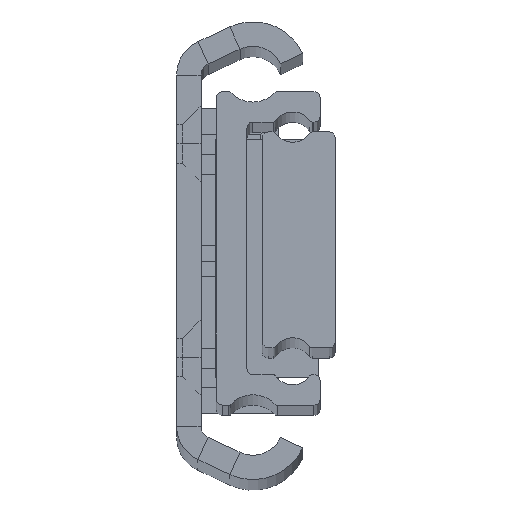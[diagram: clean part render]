
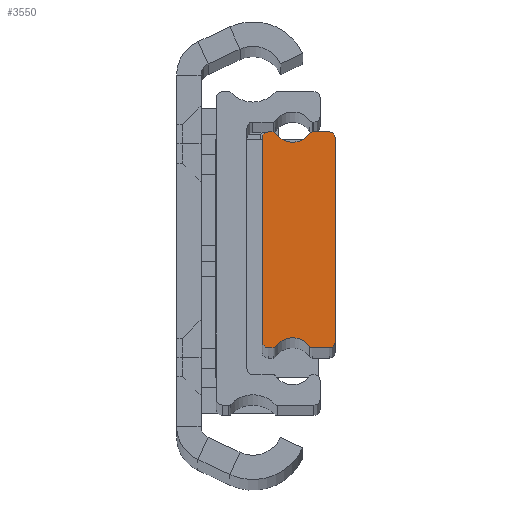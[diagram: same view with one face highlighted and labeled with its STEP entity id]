
A CAD part, top view. The second image highlights one B-rep face of the part: STEP entity #3550.
In plain terms, the highlighted planar face has unit normal (0, 0, 1).
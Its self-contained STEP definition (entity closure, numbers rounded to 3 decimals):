
#14 = EDGE_CURVE ( 'NONE', #4277, #4096, #1062, .T. ) ;
#48 = LINE ( 'NONE', #1676, #1660 ) ;
#77 = CARTESIAN_POINT ( 'NONE',  ( -9.792, 17.473, 0. ) ) ;
#138 = CARTESIAN_POINT ( 'NONE',  ( -10.203, 17.688, 0. ) ) ;
#192 = EDGE_CURVE ( 'NONE', #2324, #4664, #4190, .T. ) ;
#218 = ORIENTED_EDGE ( 'NONE', *, *, #192, .T. ) ;
#273 = EDGE_CURVE ( 'NONE', #2496, #5022, #3378, .T. ) ;
#315 = AXIS2_PLACEMENT_3D ( 'NONE', #628, #3268, #3663 ) ;
#363 = DIRECTION ( 'NONE',  ( -1., 0., 0. ) ) ;
#380 = VERTEX_POINT ( 'NONE', #2756 ) ;
#406 = EDGE_CURVE ( 'NONE', #380, #4749, #1835, .T. ) ;
#460 = VERTEX_POINT ( 'NONE', #1577 ) ;
#472 = EDGE_CURVE ( 'NONE', #3864, #4277, #3295, .T. ) ;
#543 = EDGE_LOOP ( 'NONE', ( #4180, #3467, #1955, #4381, #3554, #550, #4501, #3045, #3809, #5074, #2167, #218, #5144, #691, #866, #1371 ) ) ;
#546 = DIRECTION ( 'NONE',  ( 0., 0., 1. ) ) ;
#547 = CARTESIAN_POINT ( 'NONE',  ( -1., 17.688, 0. ) ) ;
#550 = ORIENTED_EDGE ( 'NONE', *, *, #2373, .T. ) ;
#622 = VERTEX_POINT ( 'NONE', #138 ) ;
#628 = CARTESIAN_POINT ( 'NONE',  ( -3.797, -17.188, 0. ) ) ;
#691 = ORIENTED_EDGE ( 'NONE', *, *, #5171, .T. ) ;
#768 = AXIS2_PLACEMENT_3D ( 'NONE', #2300, #1107, #2322 ) ;
#798 = DIRECTION ( 'NONE',  ( 0., 0., 1. ) ) ;
#866 = ORIENTED_EDGE ( 'NONE', *, *, #3780, .T. ) ;
#882 = CARTESIAN_POINT ( 'NONE',  ( -12., 16.688, 0. ) ) ;
#925 = DIRECTION ( 'NONE',  ( 1., 0., 0. ) ) ;
#966 = DIRECTION ( 'NONE',  ( 0., 1., 0. ) ) ;
#1058 = DIRECTION ( 'NONE',  ( 0., 0., 1. ) ) ;
#1062 = LINE ( 'NONE', #3000, #2097 ) ;
#1072 = AXIS2_PLACEMENT_3D ( 'NONE', #4527, #4954, #925 ) ;
#1107 = DIRECTION ( 'NONE',  ( 0., 0., 1. ) ) ;
#1179 = DIRECTION ( 'NONE',  ( 1., 0., 0. ) ) ;
#1233 = VECTOR ( 'NONE', #363, 1000. ) ;
#1285 = EDGE_CURVE ( 'NONE', #5022, #1425, #4512, .T. ) ;
#1327 = VERTEX_POINT ( 'NONE', #77 ) ;
#1351 = DIRECTION ( 'NONE',  ( 1., 0., 0. ) ) ;
#1371 = ORIENTED_EDGE ( 'NONE', *, *, #3681, .T. ) ;
#1398 = VERTEX_POINT ( 'NONE', #2883 ) ;
#1425 = VERTEX_POINT ( 'NONE', #3798 ) ;
#1516 = CARTESIAN_POINT ( 'NONE',  ( -1., 17.688, 0. ) ) ;
#1532 = EDGE_CURVE ( 'NONE', #1398, #1616, #4728, .T. ) ;
#1575 = CARTESIAN_POINT ( 'NONE',  ( -1., 16.688, 0. ) ) ;
#1577 = CARTESIAN_POINT ( 'NONE',  ( -11., -17.687, 0. ) ) ;
#1596 = CIRCLE ( 'NONE', #2357, 3.4 ) ;
#1616 = VERTEX_POINT ( 'NONE', #3170 ) ;
#1654 = DIRECTION ( 'NONE',  ( 1., 0., 0. ) ) ;
#1660 = VECTOR ( 'NONE', #1179, 1000. ) ;
#1676 = CARTESIAN_POINT ( 'NONE',  ( -3.797, -17.688, 0. ) ) ;
#1690 = AXIS2_PLACEMENT_3D ( 'NONE', #4582, #546, #1351 ) ;
#1830 = VERTEX_POINT ( 'NONE', #2437 ) ;
#1835 = CIRCLE ( 'NONE', #315, 0.5 ) ;
#1925 = DIRECTION ( 'NONE',  ( 1., 0., 0. ) ) ;
#1955 = ORIENTED_EDGE ( 'NONE', *, *, #2737, .T. ) ;
#1967 = DIRECTION ( 'NONE',  ( 1., 0., 0. ) ) ;
#2013 = CARTESIAN_POINT ( 'NONE',  ( -11., 16.687, 0. ) ) ;
#2097 = VECTOR ( 'NONE', #966, 1000. ) ;
#2113 = CARTESIAN_POINT ( 'NONE',  ( -7., 19.412, 0. ) ) ;
#2122 = CARTESIAN_POINT ( 'NONE',  ( -11., -17.687, 0. ) ) ;
#2167 = ORIENTED_EDGE ( 'NONE', *, *, #4946, .T. ) ;
#2203 = CARTESIAN_POINT ( 'NONE',  ( 0., -16.688, 0. ) ) ;
#2282 = DIRECTION ( 'NONE',  ( 1., 0., 0. ) ) ;
#2300 = CARTESIAN_POINT ( 'NONE',  ( -3.797, 17.188, 0. ) ) ;
#2322 = DIRECTION ( 'NONE',  ( 1., 0., 0. ) ) ;
#2324 = VERTEX_POINT ( 'NONE', #1516 ) ;
#2357 = AXIS2_PLACEMENT_3D ( 'NONE', #2113, #2925, #5005 ) ;
#2373 = EDGE_CURVE ( 'NONE', #1616, #380, #4477, .T. ) ;
#2436 = PLANE ( 'NONE',  #3406 ) ;
#2437 = CARTESIAN_POINT ( 'NONE',  ( -4.208, 17.473, 0. ) ) ;
#2496 = VERTEX_POINT ( 'NONE', #4347 ) ;
#2620 = AXIS2_PLACEMENT_3D ( 'NONE', #4775, #4353, #1967 ) ;
#2623 = DIRECTION ( 'NONE',  ( 1., 0., 0. ) ) ;
#2737 = EDGE_CURVE ( 'NONE', #1425, #460, #3981, .T. ) ;
#2756 = CARTESIAN_POINT ( 'NONE',  ( -4.208, -17.473, 0. ) ) ;
#2864 = CARTESIAN_POINT ( 'NONE',  ( -1., -16.688, 0. ) ) ;
#2881 = CIRCLE ( 'NONE', #4225, 1. ) ;
#2883 = CARTESIAN_POINT ( 'NONE',  ( -10.203, -17.688, 0. ) ) ;
#2925 = DIRECTION ( 'NONE',  ( 0., 0., -1. ) ) ;
#2953 = EDGE_CURVE ( 'NONE', #4664, #1830, #5087, .T. ) ;
#3000 = CARTESIAN_POINT ( 'NONE',  ( 0., -16.688, 0. ) ) ;
#3011 = CARTESIAN_POINT ( 'NONE',  ( -3.797, 17.688, 0. ) ) ;
#3045 = ORIENTED_EDGE ( 'NONE', *, *, #3692, .T. ) ;
#3170 = CARTESIAN_POINT ( 'NONE',  ( -9.792, -17.473, 0. ) ) ;
#3182 = CARTESIAN_POINT ( 'NONE',  ( -10.203, 17.188, 0. ) ) ;
#3268 = DIRECTION ( 'NONE',  ( 0., 0., 1. ) ) ;
#3295 = CIRCLE ( 'NONE', #3956, 1. ) ;
#3341 = DIRECTION ( 'NONE',  ( 0., 0., 1. ) ) ;
#3378 = CIRCLE ( 'NONE', #1072, 1. ) ;
#3406 = AXIS2_PLACEMENT_3D ( 'NONE', #2013, #798, #1925 ) ;
#3467 = ORIENTED_EDGE ( 'NONE', *, *, #1285, .T. ) ;
#3550 = ADVANCED_FACE ( 'NONE', ( #3946 ), #2436, .T. ) ;
#3554 = ORIENTED_EDGE ( 'NONE', *, *, #1532, .T. ) ;
#3663 = DIRECTION ( 'NONE',  ( 1., 0., 0. ) ) ;
#3680 = CARTESIAN_POINT ( 'NONE',  ( -12., 16.688, 0. ) ) ;
#3681 = EDGE_CURVE ( 'NONE', #622, #2496, #4148, .T. ) ;
#3692 = EDGE_CURVE ( 'NONE', #4749, #3864, #48, .T. ) ;
#3744 = CARTESIAN_POINT ( 'NONE',  ( -3.797, -17.688, 0. ) ) ;
#3780 = EDGE_CURVE ( 'NONE', #1327, #622, #3863, .T. ) ;
#3798 = CARTESIAN_POINT ( 'NONE',  ( -12., -16.687, 0. ) ) ;
#3809 = ORIENTED_EDGE ( 'NONE', *, *, #472, .T. ) ;
#3863 = CIRCLE ( 'NONE', #5220, 0.5 ) ;
#3864 = VERTEX_POINT ( 'NONE', #4613 ) ;
#3946 = FACE_OUTER_BOUND ( 'NONE', #543, .T. ) ;
#3956 = AXIS2_PLACEMENT_3D ( 'NONE', #2864, #4395, #5246 ) ;
#3981 = CIRCLE ( 'NONE', #1690, 1. ) ;
#4063 = AXIS2_PLACEMENT_3D ( 'NONE', #4691, #1058, #2282 ) ;
#4096 = VERTEX_POINT ( 'NONE', #5199 ) ;
#4148 = LINE ( 'NONE', #4534, #1233 ) ;
#4180 = ORIENTED_EDGE ( 'NONE', *, *, #273, .T. ) ;
#4190 = LINE ( 'NONE', #547, #4798 ) ;
#4225 = AXIS2_PLACEMENT_3D ( 'NONE', #1575, #5240, #1654 ) ;
#4277 = VERTEX_POINT ( 'NONE', #2203 ) ;
#4347 = CARTESIAN_POINT ( 'NONE',  ( -11., 17.688, 0. ) ) ;
#4353 = DIRECTION ( 'NONE',  ( 0., 0., -1. ) ) ;
#4381 = ORIENTED_EDGE ( 'NONE', *, *, #4738, .T. ) ;
#4395 = DIRECTION ( 'NONE',  ( 0., 0., 1. ) ) ;
#4477 = CIRCLE ( 'NONE', #2620, 3.4 ) ;
#4486 = DIRECTION ( 'NONE',  ( 0., -1., 0. ) ) ;
#4501 = ORIENTED_EDGE ( 'NONE', *, *, #406, .T. ) ;
#4512 = LINE ( 'NONE', #882, #4903 ) ;
#4527 = CARTESIAN_POINT ( 'NONE',  ( -11., 16.687, 0. ) ) ;
#4534 = CARTESIAN_POINT ( 'NONE',  ( -10.203, 17.688, 0. ) ) ;
#4582 = CARTESIAN_POINT ( 'NONE',  ( -11., -16.687, 0. ) ) ;
#4613 = CARTESIAN_POINT ( 'NONE',  ( -1., -17.688, 0. ) ) ;
#4626 = LINE ( 'NONE', #2122, #4828 ) ;
#4664 = VERTEX_POINT ( 'NONE', #3011 ) ;
#4691 = CARTESIAN_POINT ( 'NONE',  ( -10.203, -17.188, 0. ) ) ;
#4728 = CIRCLE ( 'NONE', #4063, 0.5 ) ;
#4738 = EDGE_CURVE ( 'NONE', #460, #1398, #4626, .T. ) ;
#4749 = VERTEX_POINT ( 'NONE', #3744 ) ;
#4775 = CARTESIAN_POINT ( 'NONE',  ( -7., -19.412, 0. ) ) ;
#4798 = VECTOR ( 'NONE', #5035, 1000. ) ;
#4828 = VECTOR ( 'NONE', #2623, 1000. ) ;
#4903 = VECTOR ( 'NONE', #4486, 1000. ) ;
#4938 = DIRECTION ( 'NONE',  ( 1., 0., 0. ) ) ;
#4946 = EDGE_CURVE ( 'NONE', #4096, #2324, #2881, .T. ) ;
#4954 = DIRECTION ( 'NONE',  ( 0., 0., 1. ) ) ;
#5005 = DIRECTION ( 'NONE',  ( 1., 0., 0. ) ) ;
#5022 = VERTEX_POINT ( 'NONE', #3680 ) ;
#5035 = DIRECTION ( 'NONE',  ( -1., 0., 0. ) ) ;
#5074 = ORIENTED_EDGE ( 'NONE', *, *, #14, .T. ) ;
#5087 = CIRCLE ( 'NONE', #768, 0.5 ) ;
#5144 = ORIENTED_EDGE ( 'NONE', *, *, #2953, .T. ) ;
#5171 = EDGE_CURVE ( 'NONE', #1830, #1327, #1596, .T. ) ;
#5199 = CARTESIAN_POINT ( 'NONE',  ( 0., 16.688, 0. ) ) ;
#5220 = AXIS2_PLACEMENT_3D ( 'NONE', #3182, #3341, #4938 ) ;
#5240 = DIRECTION ( 'NONE',  ( 0., 0., 1. ) ) ;
#5246 = DIRECTION ( 'NONE',  ( 1., 0., 0. ) ) ;
